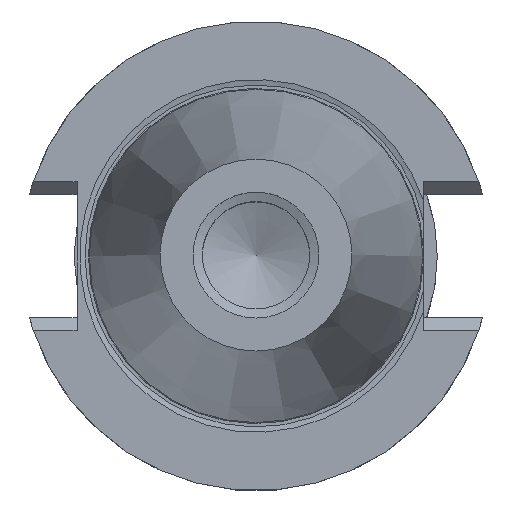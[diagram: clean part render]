
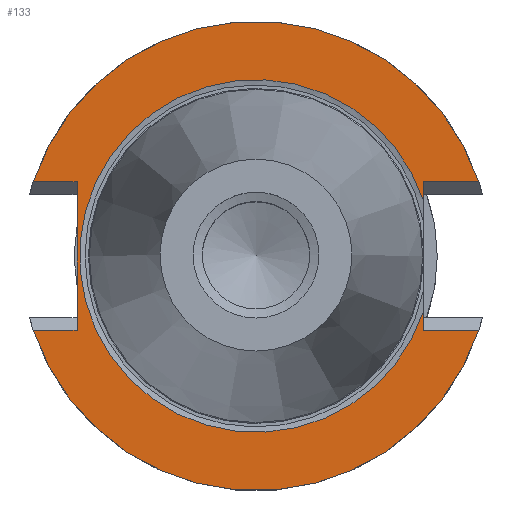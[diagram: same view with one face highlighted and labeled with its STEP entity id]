
A CAD part, top view. The second image highlights one B-rep face of the part: STEP entity #133.
In plain terms, the highlighted planar face has unit normal (0, 0, 1).
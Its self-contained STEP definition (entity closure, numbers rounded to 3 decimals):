
#133=ADVANCED_FACE('',(#192),#160,.F.);
#160=PLANE('',#854);
#192=FACE_OUTER_BOUND('',#239,.T.);
#239=EDGE_LOOP('',(#526,#527,#528,#529,#530,#531,#532,#533,#534,#535));
#285=LINE('',#1289,#336);
#287=LINE('',#1293,#338);
#290=LINE('',#1298,#341);
#291=LINE('',#1300,#342);
#300=LINE('',#1318,#351);
#301=LINE('',#1320,#352);
#303=LINE('',#1322,#354);
#336=VECTOR('',#1030,1.);
#338=VECTOR('',#1034,1.);
#341=VECTOR('',#1039,1.);
#342=VECTOR('',#1042,1.);
#351=VECTOR('',#1057,1.);
#352=VECTOR('',#1060,1.);
#354=VECTOR('',#1062,1.);
#526=ORIENTED_EDGE('',*,*,#718,.T.);
#527=ORIENTED_EDGE('',*,*,#719,.T.);
#528=ORIENTED_EDGE('',*,*,#646,.T.);
#529=ORIENTED_EDGE('',*,*,#721,.T.);
#530=ORIENTED_EDGE('',*,*,#709,.T.);
#531=ORIENTED_EDGE('',*,*,#654,.F.);
#532=ORIENTED_EDGE('',*,*,#708,.F.);
#533=ORIENTED_EDGE('',*,*,#705,.F.);
#534=ORIENTED_EDGE('',*,*,#703,.F.);
#535=ORIENTED_EDGE('',*,*,#700,.F.);
#576=VERTEX_POINT('',#1145);
#577=VERTEX_POINT('',#1146);
#582=VERTEX_POINT('',#1166);
#584=VERTEX_POINT('',#1169);
#614=VERTEX_POINT('',#1283);
#615=VERTEX_POINT('',#1285);
#616=VERTEX_POINT('',#1290);
#617=VERTEX_POINT('',#1294);
#618=VERTEX_POINT('',#1301);
#623=VERTEX_POINT('',#1317);
#646=EDGE_CURVE('',#576,#577,#741,.T.);
#654=EDGE_CURVE('',#582,#584,#744,.T.);
#700=EDGE_CURVE('',#614,#615,#757,.T.);
#703=EDGE_CURVE('',#615,#616,#285,.T.);
#705=EDGE_CURVE('',#616,#617,#287,.T.);
#708=EDGE_CURVE('',#617,#582,#290,.T.);
#709=EDGE_CURVE('',#618,#584,#291,.T.);
#718=EDGE_CURVE('',#614,#623,#300,.T.);
#719=EDGE_CURVE('',#623,#576,#301,.T.);
#721=EDGE_CURVE('',#577,#618,#303,.T.);
#741=CIRCLE('',#807,36.95);
#744=CIRCLE('',#813,49.2);
#757=CIRCLE('',#843,49.2);
#807=AXIS2_PLACEMENT_3D('',#1144,#926,#927);
#813=AXIS2_PLACEMENT_3D('',#1168,#940,#941);
#843=AXIS2_PLACEMENT_3D('',#1284,#1023,#1024);
#854=AXIS2_PLACEMENT_3D('',#1331,#1065,#1066);
#926=DIRECTION('',(0.,0.,-1.));
#927=DIRECTION('',(-1.,0.,0.));
#940=DIRECTION('',(0.,0.,-1.));
#941=DIRECTION('',(-1.,0.,0.));
#1023=DIRECTION('',(0.,0.,-1.));
#1024=DIRECTION('',(-1.,0.,0.));
#1030=DIRECTION('',(1.,0.,0.));
#1034=DIRECTION('',(0.,1.,0.));
#1039=DIRECTION('',(-1.,0.,0.));
#1042=DIRECTION('',(1.,0.,0.));
#1057=DIRECTION('',(-1.,0.,0.));
#1060=DIRECTION('',(0.,1.,0.));
#1062=DIRECTION('',(0.,1.,0.));
#1065=DIRECTION('',(0.,0.,-1.));
#1066=DIRECTION('',(-1.,0.,0.));
#1144=CARTESIAN_POINT('',(0.,0.,-1.5));
#1145=CARTESIAN_POINT('',(35.1,-11.545,-1.5));
#1146=CARTESIAN_POINT('',(35.1,11.545,-1.5));
#1166=CARTESIAN_POINT('',(-46.66,15.603,-1.5));
#1168=CARTESIAN_POINT('',(0.,0.,-1.5));
#1169=CARTESIAN_POINT('',(46.66,15.603,-1.5));
#1283=CARTESIAN_POINT('',(46.66,-15.603,-1.5));
#1284=CARTESIAN_POINT('',(0.,0.,-1.5));
#1285=CARTESIAN_POINT('',(-46.66,-15.603,-1.5));
#1289=CARTESIAN_POINT('',(0.,-15.603,-1.5));
#1290=CARTESIAN_POINT('',(-37.5,-15.603,-1.5));
#1293=CARTESIAN_POINT('',(-37.5,34.625,-1.5));
#1294=CARTESIAN_POINT('',(-37.5,15.603,-1.5));
#1298=CARTESIAN_POINT('',(0.,15.603,-1.5));
#1300=CARTESIAN_POINT('',(0.,15.603,-1.5));
#1301=CARTESIAN_POINT('',(35.1,15.603,-1.5));
#1317=CARTESIAN_POINT('',(35.1,-15.603,-1.5));
#1318=CARTESIAN_POINT('',(0.,-15.603,-1.5));
#1320=CARTESIAN_POINT('',(35.1,34.625,-1.5));
#1322=CARTESIAN_POINT('',(35.1,34.625,-1.5));
#1331=CARTESIAN_POINT('',(0.,34.625,-1.5));
